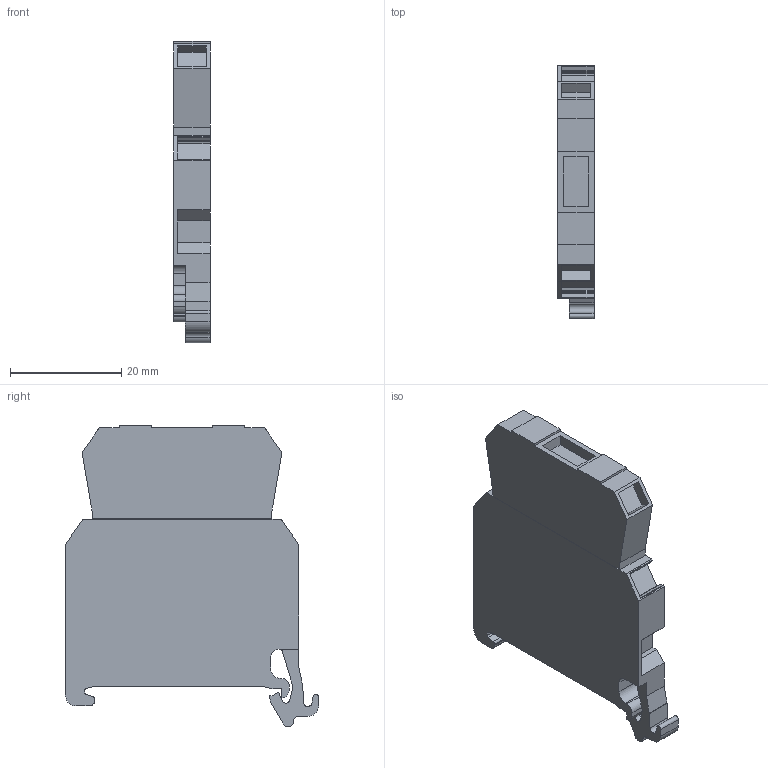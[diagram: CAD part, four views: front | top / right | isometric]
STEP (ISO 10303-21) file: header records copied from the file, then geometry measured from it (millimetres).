
FILE_DESCRIPTION(('CATIA V5R24 STEP','CAx-IF Rec.Pracs.--- Model Styling and Organization---1.2---2011-12-15'),'2;1');
FILE_NAME ('D1445850_0', '2017-01-23T12:58:40+00:00', ('Weidmueller Interface'), ('Weidmueller'), 'CATIA Version 5-6 Release 2014 SP4 HF52', 'CATIA V5 STEP AP214', 'none');
FILE_SCHEMA(('AUTOMOTIVE_DESIGN { 1 0 10303 214 1 1 1 1 }'));
Length unit declared in the file: millimetre
Products named in the file (1): v5-standard_part
Bounding box: 6.5 x 45.6 x 54.3 mm (x, y, z)
Volume: 11395.9 mm3; surface area: 5840.7 mm2
Topology: 1 solids, 1 shells, 132 faces, 375 edges, 250 vertices
Faces by surface type: plane 104, cylinder 28
Entity records: 4312 total; most frequent: ORIENTED_EDGE 750, CARTESIAN_POINT 748, DIRECTION 619, EDGE_CURVE 375, VECTOR 319, LINE 319, VERTEX_POINT 250, AXIS2_PLACEMENT_3D 179
